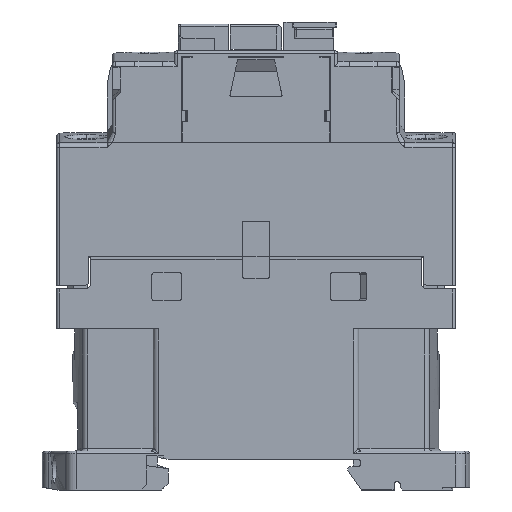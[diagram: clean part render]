
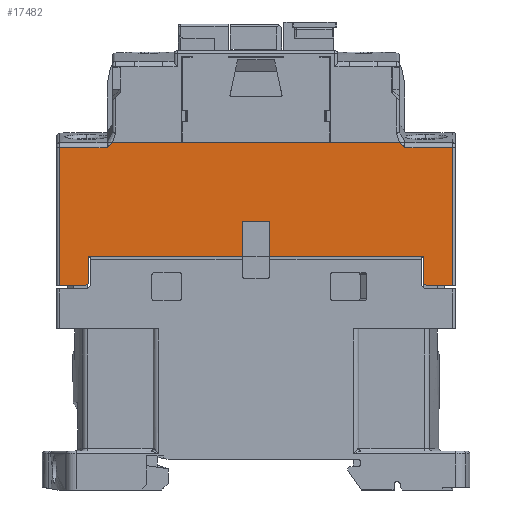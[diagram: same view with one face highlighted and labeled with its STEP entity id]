
A CAD part, left-side view. The second image highlights one B-rep face of the part: STEP entity #17482.
In plain terms, the highlighted planar face has unit normal (-1, 0, 0).
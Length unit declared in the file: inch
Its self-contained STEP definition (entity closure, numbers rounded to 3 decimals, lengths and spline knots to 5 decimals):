
#860 = EDGE_CURVE ( 'NONE', #67403, #2014, #23458, .T. ) ;
#2014 = VERTEX_POINT ( 'NONE', #75720 ) ;
#3656 = VECTOR ( 'NONE', #21929, 39.37008 ) ;
#3876 = CARTESIAN_POINT ( 'NONE',  ( -0.88189, 1.41339, -0.25197 ) ) ;
#4008 = EDGE_CURVE ( 'NONE', #72986, #56077, #41231, .T. ) ;
#4080 = DIRECTION ( 'NONE',  ( 0., 0., -1. ) ) ;
#4110 = EDGE_CURVE ( 'NONE', #56077, #28303, #45298, .T. ) ;
#4500 = CARTESIAN_POINT ( 'NONE',  ( -0.88189, 1.20866, -0.46063 ) ) ;
#4639 = CARTESIAN_POINT ( 'NONE',  ( -0.88189, 1.20866, -0.46063 ) ) ;
#4726 = AXIS2_PLACEMENT_3D ( 'NONE', #62201, #53309, #89437 ) ;
#5247 = CARTESIAN_POINT ( 'NONE',  ( -0.88189, -1.18898, 0.54724 ) ) ;
#5367 = VERTEX_POINT ( 'NONE', #60853 ) ;
#5913 = CARTESIAN_POINT ( 'NONE',  ( -0.88189, 1.41339, 0.55512 ) ) ;
#6055 = VECTOR ( 'NONE', #87321, 39.37008 ) ;
#6735 = VERTEX_POINT ( 'NONE', #18835 ) ;
#6852 = VECTOR ( 'NONE', #9088, 39.37008 ) ;
#7465 = CARTESIAN_POINT ( 'NONE',  ( -0.88189, 1.18898, -0.25197 ) ) ;
#7608 = LINE ( 'NONE', #41954, #26202 ) ;
#8825 = DIRECTION ( 'NONE',  ( 0., 0., 1. ) ) ;
#9088 = DIRECTION ( 'NONE',  ( 0., 0., 1. ) ) ;
#9198 = CARTESIAN_POINT ( 'NONE',  ( -0.88189, 0.09646, 0.54724 ) ) ;
#11865 = EDGE_CURVE ( 'NONE', #28303, #67403, #52333, .T. ) ;
#12159 = CARTESIAN_POINT ( 'NONE',  ( -0.88189, -1.05512, 0.51753 ) ) ;
#13338 = DIRECTION ( 'NONE',  ( 0., 0.723, 0.691 ) ) ;
#13443 = CARTESIAN_POINT ( 'NONE',  ( -0.88189, -0.09646, 0.54724 ) ) ;
#15122 = CARTESIAN_POINT ( 'NONE',  ( -0.88189, 1.01575, 0.55512 ) ) ;
#17082 = ORIENTED_EDGE ( 'NONE', *, *, #4110, .T. ) ;
#17109 = ORIENTED_EDGE ( 'NONE', *, *, #112650, .T. ) ;
#17233 = PLANE ( 'NONE',  #4726 ) ;
#17344 = VECTOR ( 'NONE', #95099, 39.37008 ) ;
#17482 = ADVANCED_FACE ( 'NONE', ( #71086 ), #17233, .T. ) ;
#17846 = VECTOR ( 'NONE', #4080, 39.37008 ) ;
#18186 = VERTEX_POINT ( 'NONE', #30189 ) ;
#18835 = CARTESIAN_POINT ( 'NONE',  ( -0.88189, 1.01575, 0.55512 ) ) ;
#19514 = VERTEX_POINT ( 'NONE', #116329 ) ;
#20744 = CARTESIAN_POINT ( 'NONE',  ( -0.88189, 0.09646, -0.00591 ) ) ;
#21689 = ORIENTED_EDGE ( 'NONE', *, *, #55563, .T. ) ;
#21929 = DIRECTION ( 'NONE',  ( 0., 1., 0. ) ) ;
#22713 = LINE ( 'NONE', #67110, #58039 ) ;
#23458 = LINE ( 'NONE', #13443, #33441 ) ;
#23497 = VERTEX_POINT ( 'NONE', #24616 ) ;
#23680 = ORIENTED_EDGE ( 'NONE', *, *, #36435, .T. ) ;
#24616 = CARTESIAN_POINT ( 'NONE',  ( -0.88189, -1.01575, 0.55512 ) ) ;
#24969 = EDGE_CURVE ( 'NONE', #5367, #104820, #84572, .T. ) ;
#25410 = ORIENTED_EDGE ( 'NONE', *, *, #76293, .T. ) ;
#25448 = LINE ( 'NONE', #105407, #66614 ) ;
#26002 = LINE ( 'NONE', #89338, #39005 ) ;
#26202 = VECTOR ( 'NONE', #114160, 39.37008 ) ;
#28303 = VERTEX_POINT ( 'NONE', #20744 ) ;
#30189 = CARTESIAN_POINT ( 'NONE',  ( -0.88189, 1.05512, 0.51753 ) ) ;
#32299 = LINE ( 'NONE', #4500, #70225 ) ;
#33251 = VECTOR ( 'NONE', #63047, 39.37008 ) ;
#33441 = VECTOR ( 'NONE', #95115, 39.37008 ) ;
#33462 = DIRECTION ( 'NONE',  ( 0., 0.707, -0.707 ) ) ;
#33821 = ORIENTED_EDGE ( 'NONE', *, *, #104796, .T. ) ;
#35299 = CARTESIAN_POINT ( 'NONE',  ( -0.88189, 1.3937, -0.46063 ) ) ;
#36435 = EDGE_CURVE ( 'NONE', #72596, #72986, #26002, .T. ) ;
#38727 = EDGE_CURVE ( 'NONE', #113407, #69944, #103997, .T. ) ;
#39005 = VECTOR ( 'NONE', #8825, 39.37008 ) ;
#41231 = LINE ( 'NONE', #69622, #59693 ) ;
#41730 = CARTESIAN_POINT ( 'NONE',  ( -0.88189, 1.41339, -0.00591 ) ) ;
#41954 = CARTESIAN_POINT ( 'NONE',  ( -0.88189, -1.18898, -0.44094 ) ) ;
#43066 = ORIENTED_EDGE ( 'NONE', *, *, #38727, .T. ) ;
#43619 = VECTOR ( 'NONE', #13338, 39.37008 ) ;
#45298 = LINE ( 'NONE', #9198, #33251 ) ;
#45643 = EDGE_CURVE ( 'NONE', #19514, #104820, #7608, .T. ) ;
#48709 = VECTOR ( 'NONE', #66044, 39.37008 ) ;
#48768 = EDGE_LOOP ( 'NONE', ( #17109, #72475, #84913, #33821, #43066, #115923, #69389, #104266, #69048, #21689, #52822, #103467, #23680, #49704, #17082, #104203, #106113, #25410 ) ) ;
#48907 = EDGE_CURVE ( 'NONE', #72596, #57594, #32299, .T. ) ;
#49431 = EDGE_CURVE ( 'NONE', #18186, #96509, #25448, .T. ) ;
#49704 = ORIENTED_EDGE ( 'NONE', *, *, #4008, .T. ) ;
#50616 = DIRECTION ( 'NONE',  ( 0., -1., 0. ) ) ;
#52333 = LINE ( 'NONE', #41730, #103611 ) ;
#52656 = CARTESIAN_POINT ( 'NONE',  ( -0.88189, 0.09646, -0.25197 ) ) ;
#52822 = ORIENTED_EDGE ( 'NONE', *, *, #85440, .F. ) ;
#53309 = DIRECTION ( 'NONE',  ( -1., 0., 0. ) ) ;
#54051 = LINE ( 'NONE', #90176, #6852 ) ;
#55563 = EDGE_CURVE ( 'NONE', #96509, #91418, #22713, .T. ) ;
#56077 = VERTEX_POINT ( 'NONE', #52656 ) ;
#57305 = DIRECTION ( 'NONE',  ( 0., 1., 0. ) ) ;
#57594 = VERTEX_POINT ( 'NONE', #4639 ) ;
#57901 = CARTESIAN_POINT ( 'NONE',  ( -0.88189, -1.41339, -0.46063 ) ) ;
#58039 = VECTOR ( 'NONE', #103233, 39.37008 ) ;
#58308 = LINE ( 'NONE', #12159, #43619 ) ;
#58970 = CARTESIAN_POINT ( 'NONE',  ( -0.88189, 1.41339, 0.51753 ) ) ;
#58976 = DIRECTION ( 'NONE',  ( 0., -1., 0. ) ) ;
#59693 = VECTOR ( 'NONE', #58976, 39.37008 ) ;
#60853 = CARTESIAN_POINT ( 'NONE',  ( -0.88189, -1.3937, -0.46063 ) ) ;
#62201 = CARTESIAN_POINT ( 'NONE',  ( -0.88189, 1.41339, 0.54724 ) ) ;
#63047 = DIRECTION ( 'NONE',  ( 0., 0., 1. ) ) ;
#66044 = DIRECTION ( 'NONE',  ( 0., -1., 0. ) ) ;
#66614 = VECTOR ( 'NONE', #86486, 39.37008 ) ;
#67110 = CARTESIAN_POINT ( 'NONE',  ( -0.88189, 1.3937, 0.54724 ) ) ;
#67403 = VERTEX_POINT ( 'NONE', #106773 ) ;
#68010 = LINE ( 'NONE', #5247, #17846 ) ;
#68092 = VECTOR ( 'NONE', #57305, 39.37008 ) ;
#68153 = CARTESIAN_POINT ( 'NONE',  ( -0.88189, -1.3937, 0.51753 ) ) ;
#68211 = VERTEX_POINT ( 'NONE', #82622 ) ;
#69048 = ORIENTED_EDGE ( 'NONE', *, *, #49431, .T. ) ;
#69389 = ORIENTED_EDGE ( 'NONE', *, *, #85731, .T. ) ;
#69622 = CARTESIAN_POINT ( 'NONE',  ( -0.88189, 1.41339, -0.25197 ) ) ;
#69944 = VERTEX_POINT ( 'NONE', #109546 ) ;
#70225 = VECTOR ( 'NONE', #33462, 39.37008 ) ;
#71086 = FACE_OUTER_BOUND ( 'NONE', #48768, .T. ) ;
#72072 = CARTESIAN_POINT ( 'NONE',  ( -0.88189, 1.18898, -0.44094 ) ) ;
#72475 = ORIENTED_EDGE ( 'NONE', *, *, #45643, .T. ) ;
#72596 = VERTEX_POINT ( 'NONE', #72072 ) ;
#72986 = VERTEX_POINT ( 'NONE', #7465 ) ;
#75512 = VECTOR ( 'NONE', #104482, 39.37008 ) ;
#75720 = CARTESIAN_POINT ( 'NONE',  ( -0.88189, -0.09646, -0.25197 ) ) ;
#75810 = LINE ( 'NONE', #5913, #3656 ) ;
#76293 = EDGE_CURVE ( 'NONE', #2014, #68211, #103919, .T. ) ;
#82622 = CARTESIAN_POINT ( 'NONE',  ( -0.88189, -1.18898, -0.25197 ) ) ;
#84572 = LINE ( 'NONE', #57901, #68092 ) ;
#84913 = ORIENTED_EDGE ( 'NONE', *, *, #24969, .F. ) ;
#85440 = EDGE_CURVE ( 'NONE', #57594, #91418, #87299, .T. ) ;
#85731 = EDGE_CURVE ( 'NONE', #23497, #6735, #75810, .T. ) ;
#86486 = DIRECTION ( 'NONE',  ( 0., 1., 0. ) ) ;
#87299 = LINE ( 'NONE', #87872, #75512 ) ;
#87321 = DIRECTION ( 'NONE',  ( 0., 0.723, -0.691 ) ) ;
#87872 = CARTESIAN_POINT ( 'NONE',  ( -0.88189, 1.41339, -0.46063 ) ) ;
#89338 = CARTESIAN_POINT ( 'NONE',  ( -0.88189, 1.18898, 0.54724 ) ) ;
#89437 = DIRECTION ( 'NONE',  ( 0., 0., 1. ) ) ;
#90176 = CARTESIAN_POINT ( 'NONE',  ( -0.88189, -1.3937, 0.54724 ) ) ;
#91418 = VERTEX_POINT ( 'NONE', #35299 ) ;
#93982 = CARTESIAN_POINT ( 'NONE',  ( -0.88189, 1.3937, 0.51753 ) ) ;
#95099 = DIRECTION ( 'NONE',  ( 0., 1., 0. ) ) ;
#95115 = DIRECTION ( 'NONE',  ( 0., 0., -1. ) ) ;
#96221 = LINE ( 'NONE', #15122, #6055 ) ;
#96509 = VERTEX_POINT ( 'NONE', #93982 ) ;
#96911 = EDGE_CURVE ( 'NONE', #69944, #23497, #58308, .T. ) ;
#100822 = CARTESIAN_POINT ( 'NONE',  ( -0.88189, -1.20866, -0.46063 ) ) ;
#103233 = DIRECTION ( 'NONE',  ( 0., 0., -1. ) ) ;
#103467 = ORIENTED_EDGE ( 'NONE', *, *, #48907, .F. ) ;
#103611 = VECTOR ( 'NONE', #50616, 39.37008 ) ;
#103919 = LINE ( 'NONE', #3876, #48709 ) ;
#103997 = LINE ( 'NONE', #58970, #17344 ) ;
#104203 = ORIENTED_EDGE ( 'NONE', *, *, #11865, .T. ) ;
#104266 = ORIENTED_EDGE ( 'NONE', *, *, #109857, .T. ) ;
#104482 = DIRECTION ( 'NONE',  ( 0., 1., 0. ) ) ;
#104796 = EDGE_CURVE ( 'NONE', #5367, #113407, #54051, .T. ) ;
#104820 = VERTEX_POINT ( 'NONE', #100822 ) ;
#105407 = CARTESIAN_POINT ( 'NONE',  ( -0.88189, 1.41339, 0.51753 ) ) ;
#106113 = ORIENTED_EDGE ( 'NONE', *, *, #860, .T. ) ;
#106773 = CARTESIAN_POINT ( 'NONE',  ( -0.88189, -0.09646, -0.00591 ) ) ;
#109546 = CARTESIAN_POINT ( 'NONE',  ( -0.88189, -1.05512, 0.51753 ) ) ;
#109857 = EDGE_CURVE ( 'NONE', #6735, #18186, #96221, .T. ) ;
#112650 = EDGE_CURVE ( 'NONE', #68211, #19514, #68010, .T. ) ;
#113407 = VERTEX_POINT ( 'NONE', #68153 ) ;
#114160 = DIRECTION ( 'NONE',  ( 0., -0.707, -0.707 ) ) ;
#115923 = ORIENTED_EDGE ( 'NONE', *, *, #96911, .T. ) ;
#116329 = CARTESIAN_POINT ( 'NONE',  ( -0.88189, -1.18898, -0.44094 ) ) ;
